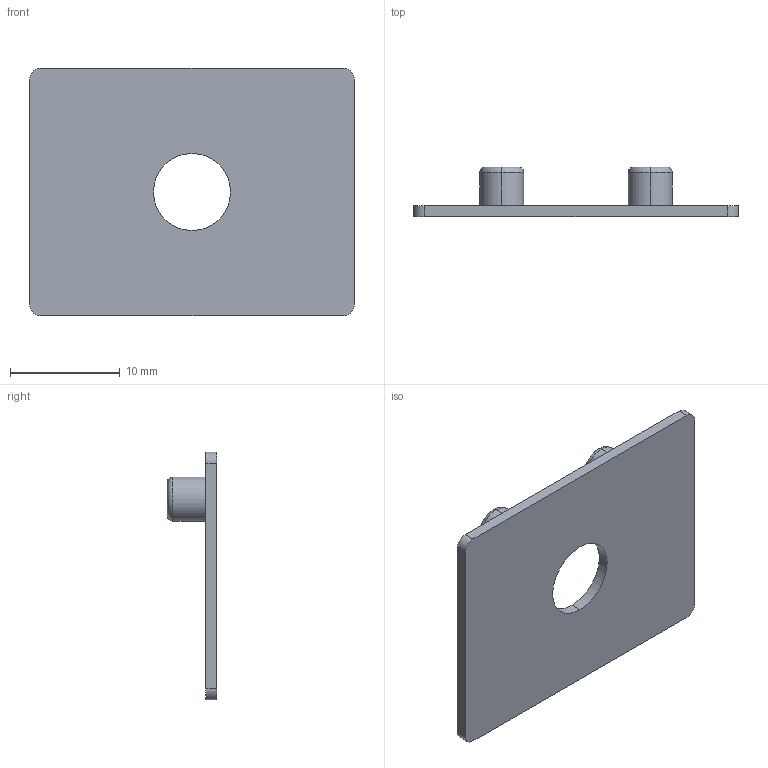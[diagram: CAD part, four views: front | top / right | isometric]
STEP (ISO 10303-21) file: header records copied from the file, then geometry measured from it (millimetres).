
FILE_DESCRIPTION (( 'STEP AP203' ), '1' );
FILE_NAME ('55-PP-32.STEP', '2017-07-25T11:51:27', ( '' ), ( '' ), 'SwSTEP 2.0', 'SolidWorks 2015', '' );
FILE_SCHEMA (( 'CONFIG_CONTROL_DESIGN' ));
Length unit declared in the file: millimetre
Products named in the file (1): 55-PP-32
Bounding box: 29.5 x 4.5 x 22.5 mm (x, y, z)
Volume: 711 mm3; surface area: 1458.9 mm2
Topology: 1 solids, 1 shells, 238 faces, 635 edges, 422 vertices
Faces by surface type: plane 128, bspline 96, cylinder 10, torus 4
Entity records: 12316 total; most frequent: CARTESIAN_POINT 6928, ORIENTED_EDGE 1270, DIRECTION 757, EDGE_CURVE 635, VERTEX_POINT 422, VECTOR 415, LINE 415, EDGE_LOOP 263
